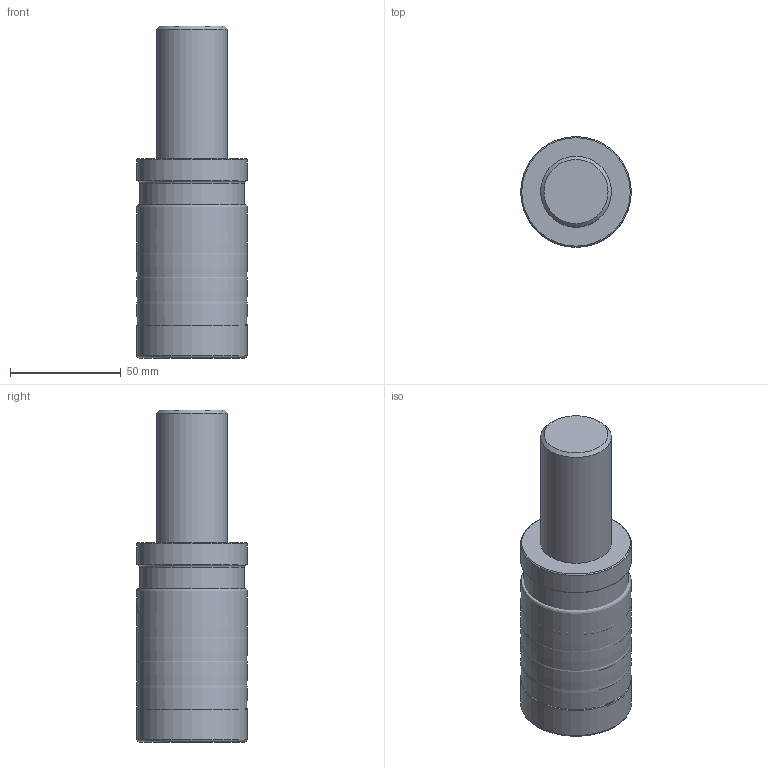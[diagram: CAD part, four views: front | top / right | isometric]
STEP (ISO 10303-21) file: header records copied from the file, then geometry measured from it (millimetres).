
FILE_DESCRIPTION(/* description */ (''),/* implementation_level */ '2;1');
FILE_NAME(/* name */ 'R217.81-3250.3S-068-SNAC15.2_Basic.stp',/* time_stamp */ '2022-03-25T13:04:46+06:00',/* author */ (''),/* organization */ (''),/* preprocessor_version */ 'ST-DEVELOPER v16.7',/* originating_system */ 'SIEMENS PLM Software NX 12.0',/* authorisation */ '');
FILE_SCHEMA (('AUTOMOTIVE_DESIGN { 1 0 10303 214 3 1 1 1 }'));
Length unit declared in the file: millimetre
Products named in the file (4): CUT; NOCUT; ASSEMBLY_CONSTRUCTION; A2426035_stp_stp
Assembly tree (3 placements, depth 2):
  A2426035_stp_stp
    ASSEMBLY_CONSTRUCTION
    NOCUT
    CUT
Bounding box: 50 x 50 x 149.99 mm (x, y, z)
Volume: 334687.5 mm3; surface area: 59034.9 mm2
Topology: 7 solids, 7 shells, 29 faces, 66 edges, 69 vertices
Faces by surface type: revolution 9, cone 7, torus 5, plane 4, cylinder 3, bspline 1
Full cylindrical faces by diameter (mm): 31.992 x1, 47.3 x1, 50 x1
Entity records: 1648 total; most frequent: CARTESIAN_POINT 717, DIRECTION 155, AXIS2_PLACEMENT_3D 73, STYLED_ITEM 68, PRESENTATION_STYLE_ASSIGNMENT 68, FACE_BOUND 49, EDGE_LOOP 46, ORIENTED_EDGE 46
